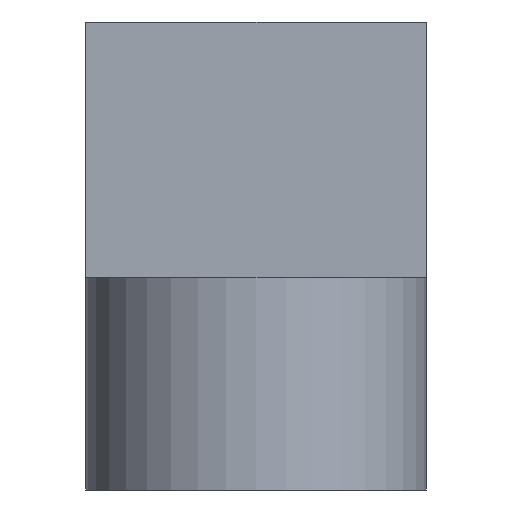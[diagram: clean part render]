
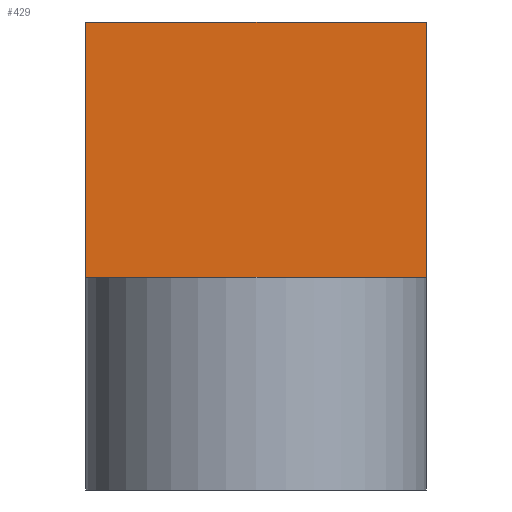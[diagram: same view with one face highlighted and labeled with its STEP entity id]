
A CAD part, left-side view. The second image highlights one B-rep face of the part: STEP entity #429.
In plain terms, the highlighted planar face has unit normal (-1, 0, 0).
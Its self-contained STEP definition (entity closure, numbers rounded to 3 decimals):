
#326 = EDGE_CURVE('',#327,#329,#331,.T.);
#327 = VERTEX_POINT('',#328);
#328 = CARTESIAN_POINT('',(-30.,-8.,0.));
#329 = VERTEX_POINT('',#330);
#330 = CARTESIAN_POINT('',(-30.,-8.,12.));
#331 = LINE('',#332,#333);
#332 = CARTESIAN_POINT('',(-30.,-8.,0.));
#333 = VECTOR('',#334,1.);
#334 = DIRECTION('',(0.,0.,1.));
#359 = VERTEX_POINT('',#360);
#360 = CARTESIAN_POINT('',(-30.,8.,12.));
#366 = EDGE_CURVE('',#367,#359,#369,.T.);
#367 = VERTEX_POINT('',#368);
#368 = CARTESIAN_POINT('',(-30.,8.,0.));
#369 = LINE('',#370,#371);
#370 = CARTESIAN_POINT('',(-30.,8.,0.));
#371 = VECTOR('',#372,1.);
#372 = DIRECTION('',(0.,0.,1.));
#390 = EDGE_CURVE('',#367,#327,#391,.T.);
#391 = LINE('',#392,#393);
#392 = CARTESIAN_POINT('',(-30.,8.,0.));
#393 = VECTOR('',#394,1.);
#394 = DIRECTION('',(0.,-1.,0.));
#418 = EDGE_CURVE('',#359,#329,#419,.T.);
#419 = LINE('',#420,#421);
#420 = CARTESIAN_POINT('',(-30.,8.,12.));
#421 = VECTOR('',#422,1.);
#422 = DIRECTION('',(0.,-1.,0.));
#429 = ADVANCED_FACE('',(#430),#436,.F.);
#430 = FACE_BOUND('',#431,.F.);
#431 = EDGE_LOOP('',(#432,#433,#434,#435));
#432 = ORIENTED_EDGE('',*,*,#366,.T.);
#433 = ORIENTED_EDGE('',*,*,#418,.T.);
#434 = ORIENTED_EDGE('',*,*,#326,.F.);
#435 = ORIENTED_EDGE('',*,*,#390,.F.);
#436 = PLANE('',#437);
#437 = AXIS2_PLACEMENT_3D('',#438,#439,#440);
#438 = CARTESIAN_POINT('',(-30.,8.,0.));
#439 = DIRECTION('',(1.,0.,0.));
#440 = DIRECTION('',(0.,-1.,0.));
